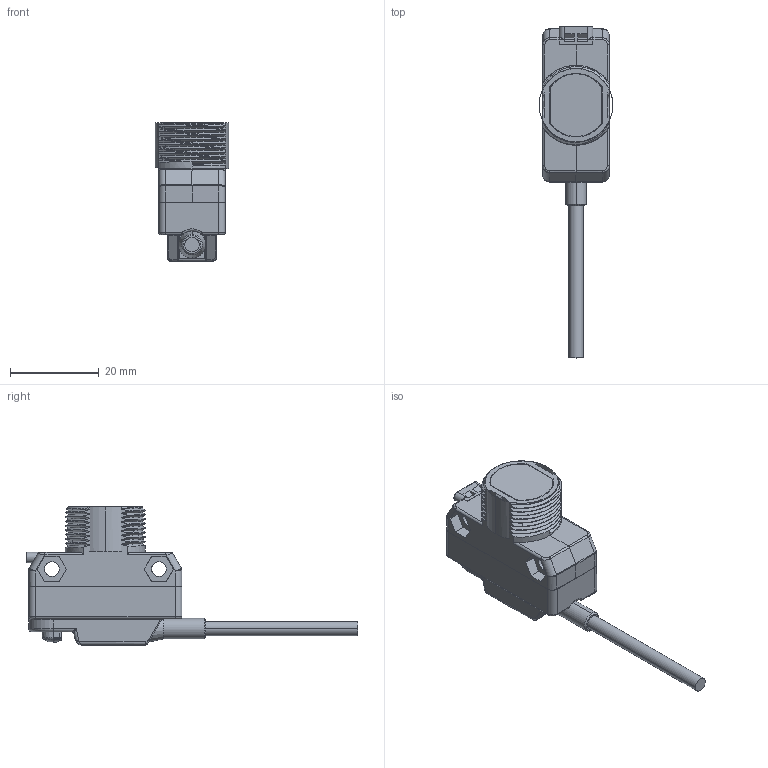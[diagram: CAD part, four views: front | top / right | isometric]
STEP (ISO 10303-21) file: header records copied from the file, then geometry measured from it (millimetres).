
FILE_DESCRIPTION((''),'2;1');
FILE_NAME('194505_ASM','2016-05-10T',('PDMAdmin'),(''),'PRO/ENGINEER BY PARAMETRIC TECHNOLOGY CORPORATION, 2016010','PRO/ENGINEER BY PARAMETRIC TECHNOLOGY CORPORATION, 2016010','');
FILE_SCHEMA(('CONFIG_CONTROL_DESIGN'));
Products named in the file (12): 189787_HOUSING; 114096; 189787_ASM; 111639_GENERIC; 123556_BUTTON; 123556_ASM; 60420; 114293_ASM; ASSEMBLY_55816; 68341_ASM; 189788; 194505_ASM
Assembly tree (11 placements, depth 5):
  194505_ASM
    189787_ASM
      189787_HOUSING
      114096
    68341_ASM
      114293_ASM
        123556_ASM
          111639_GENERIC
          123556_BUTTON
        60420
      ASSEMBLY_55816
    189788
Bounding box: 16.59 x 74.69 x 31.1 mm (x, y, z)
Volume: 5747.3 mm3; surface area: 9548.1 mm2
Topology: 7 solids, 10 shells, 1313 faces, 3321 edges, 2055 vertices
Faces by surface type: plane 604, cylinder 337, bspline 208, torus 71, cone 57, sphere 36
Entity records: 65374 total; most frequent: CARTESIAN_POINT 35132, ORIENTED_EDGE 6616, DIRECTION 5681, EDGE_CURVE 3318, VERTEX_POINT 2055, VECTOR 1937, LINE 1937, AXIS2_PLACEMENT_3D 1872
